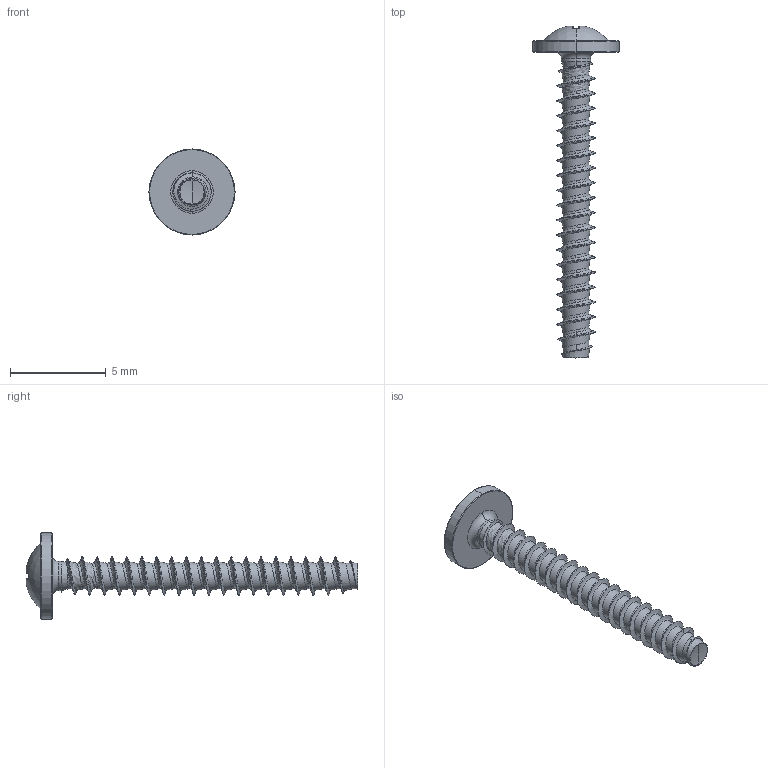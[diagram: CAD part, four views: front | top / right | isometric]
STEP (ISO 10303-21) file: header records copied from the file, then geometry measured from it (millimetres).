
FILE_DESCRIPTION (( 'STEP AP203' ), '1' );
FILE_NAME ('STP310200160.STEP', '2017-08-15T04:05:48', ( '' ), ( '' ), 'SwSTEP 2.0', 'SolidWorks 2015', '' );
FILE_SCHEMA (( 'CONFIG_CONTROL_DESIGN' ));
Length unit declared in the file: millimetre
Products named in the file (1): STP310200160
Bounding box: 4.5 x 17.37 x 4.5 mm (x, y, z)
Volume: 40.8 mm3; surface area: 160.4 mm2
Topology: 1 solids, 1 shells, 207 faces, 488 edges, 284 vertices
Faces by surface type: cylinder 66, bspline 51, torus 30, sphere 28, plane 23, cone 9
Entity records: 32999 total; most frequent: CARTESIAN_POINT 28683, ORIENTED_EDGE 972, DIRECTION 803, EDGE_CURVE 486, AXIS2_PLACEMENT_3D 352, VERTEX_POINT 284, EDGE_LOOP 210, ADVANCED_FACE 207
